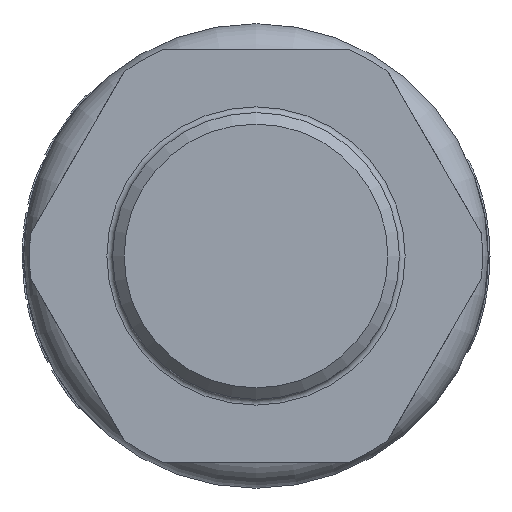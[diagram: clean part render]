
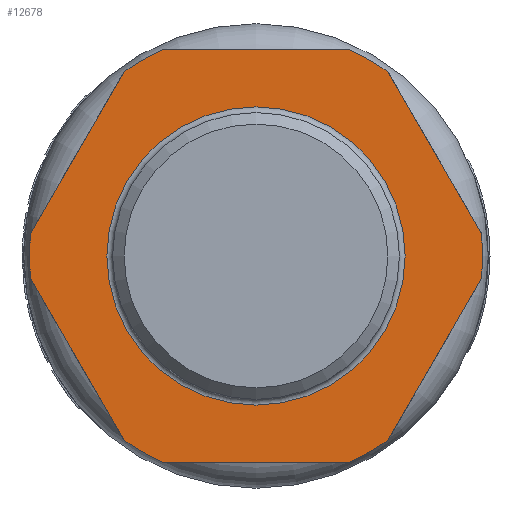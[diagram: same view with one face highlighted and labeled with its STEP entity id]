
A CAD part, left-side view. The second image highlights one B-rep face of the part: STEP entity #12678.
In plain terms, the highlighted planar face has unit normal (-1, 0, 0).
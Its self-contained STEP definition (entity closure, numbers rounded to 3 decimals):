
#579=LINE('',#21786,#1107);
#583=LINE('',#21795,#1111);
#586=LINE('',#21803,#1114);
#589=LINE('',#21812,#1117);
#592=LINE('',#21818,#1120);
#595=LINE('',#21823,#1123);
#1107=VECTOR('',#15738,10.);
#1111=VECTOR('',#15748,10.);
#1114=VECTOR('',#15757,10.);
#1117=VECTOR('',#15766,10.);
#1120=VECTOR('',#15771,10.);
#1123=VECTOR('',#15776,10.);
#2068=FACE_BOUND('',#3284,.T.);
#2518=FACE_OUTER_BOUND('',#3283,.T.);
#3283=EDGE_LOOP('',(#8899,#8900,#8901,#8902,#8903,#8904,#8905,#8906,#8907,
#8908,#8909,#8910));
#3284=EDGE_LOOP('',(#8911));
#4048=CIRCLE('',#13623,19.75);
#4049=CIRCLE('',#13626,19.75);
#4050=CIRCLE('',#13629,19.75);
#4051=CIRCLE('',#13634,19.75);
#4052=CIRCLE('',#13636,19.75);
#4053=CIRCLE('',#13638,19.75);
#4054=CIRCLE('',#13639,13.);
#4926=VERTEX_POINT('',#21783);
#4927=VERTEX_POINT('',#21785);
#4928=VERTEX_POINT('',#21789);
#4929=VERTEX_POINT('',#21793);
#4930=VERTEX_POINT('',#21797);
#4931=VERTEX_POINT('',#21801);
#4932=VERTEX_POINT('',#21805);
#4933=VERTEX_POINT('',#21809);
#4934=VERTEX_POINT('',#21811);
#4935=VERTEX_POINT('',#21815);
#4936=VERTEX_POINT('',#21817);
#4937=VERTEX_POINT('',#21821);
#4938=VERTEX_POINT('',#21830);
#6363=EDGE_CURVE('',#4927,#4926,#579,.T.);
#6366=EDGE_CURVE('',#4928,#4926,#4048,.T.);
#6368=EDGE_CURVE('',#4928,#4929,#583,.T.);
#6370=EDGE_CURVE('',#4930,#4929,#4049,.T.);
#6372=EDGE_CURVE('',#4930,#4931,#586,.T.);
#6374=EDGE_CURVE('',#4932,#4931,#4050,.T.);
#6376=EDGE_CURVE('',#4934,#4933,#589,.T.);
#6379=EDGE_CURVE('',#4936,#4935,#592,.T.);
#6382=EDGE_CURVE('',#4932,#4937,#595,.T.);
#6383=EDGE_CURVE('',#4927,#4935,#4051,.T.);
#6384=EDGE_CURVE('',#4934,#4937,#4052,.T.);
#6385=EDGE_CURVE('',#4936,#4933,#4053,.T.);
#6386=EDGE_CURVE('',#4938,#4938,#4054,.T.);
#8899=ORIENTED_EDGE('',*,*,#6376,.T.);
#8900=ORIENTED_EDGE('',*,*,#6385,.F.);
#8901=ORIENTED_EDGE('',*,*,#6379,.T.);
#8902=ORIENTED_EDGE('',*,*,#6383,.F.);
#8903=ORIENTED_EDGE('',*,*,#6363,.T.);
#8904=ORIENTED_EDGE('',*,*,#6366,.F.);
#8905=ORIENTED_EDGE('',*,*,#6368,.T.);
#8906=ORIENTED_EDGE('',*,*,#6370,.F.);
#8907=ORIENTED_EDGE('',*,*,#6372,.T.);
#8908=ORIENTED_EDGE('',*,*,#6374,.F.);
#8909=ORIENTED_EDGE('',*,*,#6382,.T.);
#8910=ORIENTED_EDGE('',*,*,#6384,.F.);
#8911=ORIENTED_EDGE('',*,*,#6386,.T.);
#11519=PLANE('',#13637);
#12678=ADVANCED_FACE('',(#2518,#2068),#11519,.T.);
#13623=AXIS2_PLACEMENT_3D('',#21791,#15743,#15744);
#13626=AXIS2_PLACEMENT_3D('',#21799,#15752,#15753);
#13629=AXIS2_PLACEMENT_3D('',#21807,#15761,#15762);
#13634=AXIS2_PLACEMENT_3D('',#21825,#15779,#15780);
#13636=AXIS2_PLACEMENT_3D('',#21827,#15783,#15784);
#13637=AXIS2_PLACEMENT_3D('',#21828,#15785,#15786);
#13638=AXIS2_PLACEMENT_3D('',#21829,#15787,#15788);
#13639=AXIS2_PLACEMENT_3D('',#21831,#15789,#15790);
#15738=DIRECTION('',(0.,0.5,-0.866));
#15743=DIRECTION('center_axis',(1.,0.,0.));
#15744=DIRECTION('ref_axis',(0.,-1.,0.));
#15748=DIRECTION('',(0.,-0.5,-0.866));
#15752=DIRECTION('center_axis',(1.,0.,0.));
#15753=DIRECTION('ref_axis',(0.,-1.,0.));
#15757=DIRECTION('',(0.,-1.,0.));
#15761=DIRECTION('center_axis',(1.,0.,0.));
#15762=DIRECTION('ref_axis',(0.,-1.,0.));
#15766=DIRECTION('',(0.,0.5,0.866));
#15771=DIRECTION('',(0.,1.,0.));
#15776=DIRECTION('',(0.,-0.5,0.866));
#15779=DIRECTION('center_axis',(1.,0.,0.));
#15780=DIRECTION('ref_axis',(0.,-1.,0.));
#15783=DIRECTION('center_axis',(1.,0.,0.));
#15784=DIRECTION('ref_axis',(0.,-1.,0.));
#15785=DIRECTION('center_axis',(-1.,0.,0.));
#15786=DIRECTION('ref_axis',(0.,1.,0.));
#15787=DIRECTION('center_axis',(1.,0.,0.));
#15788=DIRECTION('ref_axis',(0.,-1.,0.));
#15789=DIRECTION('center_axis',(1.,0.,0.));
#15790=DIRECTION('ref_axis',(0.,-1.,0.));
#21783=CARTESIAN_POINT('',(-29.3,19.652,1.961));
#21785=CARTESIAN_POINT('',(-29.3,11.525,16.039));
#21786=CARTESIAN_POINT('',(-29.3,17.832,5.113));
#21789=CARTESIAN_POINT('',(-29.3,19.652,-1.961));
#21791=CARTESIAN_POINT('Origin',(-29.3,0.,
0.));
#21793=CARTESIAN_POINT('',(-29.3,11.525,-16.039));
#21795=CARTESIAN_POINT('',(-29.3,13.344,-12.887));
#21797=CARTESIAN_POINT('',(-29.3,8.128,-18.));
#21799=CARTESIAN_POINT('Origin',(-29.3,0.,
0.));
#21801=CARTESIAN_POINT('',(-29.3,-8.128,-18.));
#21803=CARTESIAN_POINT('',(-29.3,4.064,-18.));
#21805=CARTESIAN_POINT('',(-29.3,-11.525,-16.039));
#21807=CARTESIAN_POINT('Origin',(-29.3,0.,
0.));
#21809=CARTESIAN_POINT('',(-29.3,-11.525,16.039));
#21811=CARTESIAN_POINT('',(-29.3,-19.652,1.961));
#21812=CARTESIAN_POINT('',(-29.3,-21.896,-1.926));
#21815=CARTESIAN_POINT('',(-29.3,8.128,18.));
#21817=CARTESIAN_POINT('',(-29.3,-8.128,18.));
#21818=CARTESIAN_POINT('',(-29.3,-4.064,18.));
#21821=CARTESIAN_POINT('',(-29.3,-19.652,-1.961));
#21823=CARTESIAN_POINT('',(-29.3,-9.28,-19.926));
#21825=CARTESIAN_POINT('Origin',(-29.3,0.,
0.));
#21827=CARTESIAN_POINT('Origin',(-29.3,0.,
0.));
#21828=CARTESIAN_POINT('Origin',(-29.3,0.,
-19.75));
#21829=CARTESIAN_POINT('Origin',(-29.3,0.,
0.));
#21830=CARTESIAN_POINT('',(-29.3,0.,-13.));
#21831=CARTESIAN_POINT('Origin',(-29.3,0.,
0.));
